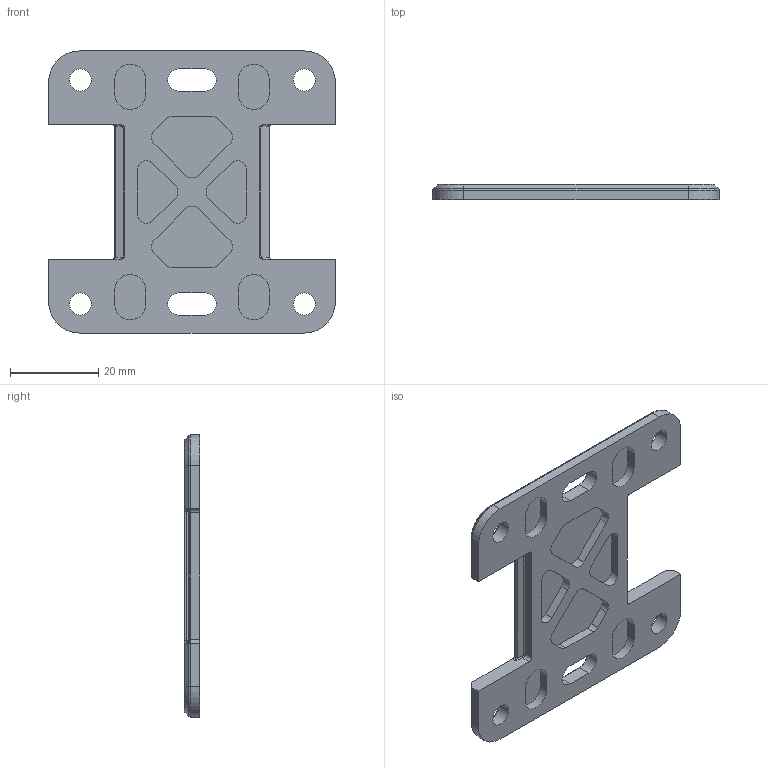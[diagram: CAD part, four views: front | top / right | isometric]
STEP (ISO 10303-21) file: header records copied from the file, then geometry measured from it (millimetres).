
FILE_DESCRIPTION((''),'2;1');
FILE_NAME('141858_SW','2008-08-15T',('banengservice'),('BANNER ENGINEERING'),'PRO/ENGINEER BY PARAMETRIC TECHNOLOGY CORPORATION, 2006170','PRO/ENGINEER BY PARAMETRIC TECHNOLOGY CORPORATION, 2006170','');
FILE_SCHEMA(('CONFIG_CONTROL_DESIGN'));
Length unit declared in the file: inch
Products named in the file (1): 141858_SW
Bounding box: 65 x 3.5 x 64 mm (x, y, z)
Volume: 8588.7 mm3; surface area: 7930.1 mm2
Topology: 1 solids, 1 shells, 163 faces, 405 edges, 252 vertices
Faces by surface type: cylinder 67, plane 64, cone 16, bspline 8, torus 8
Entity records: 5265 total; most frequent: CARTESIAN_POINT 1287, DIRECTION 837, ORIENTED_EDGE 810, EDGE_CURVE 405, AXIS2_PLACEMENT_3D 300, VERTEX_POINT 252, VECTOR 237, LINE 237
